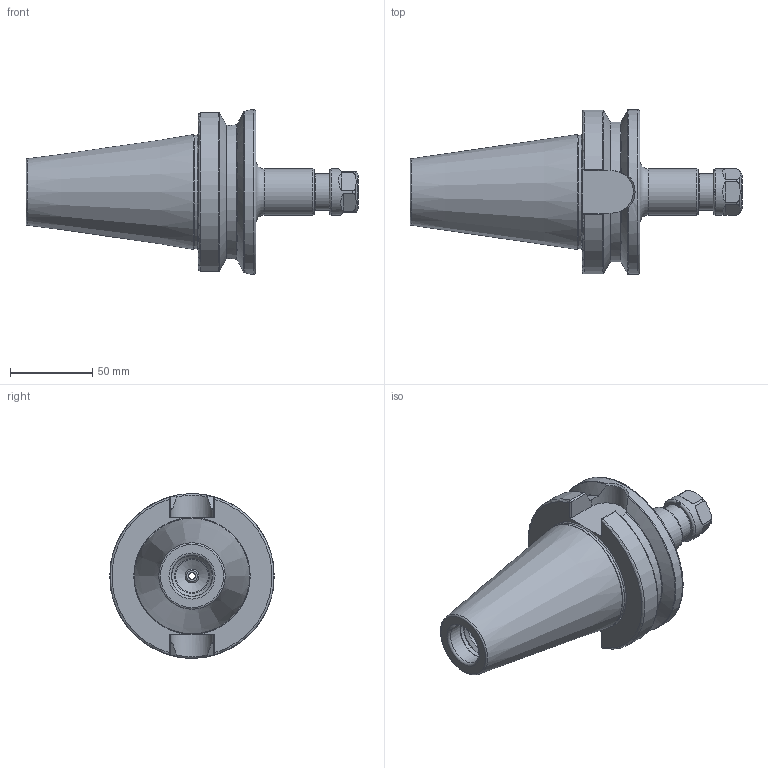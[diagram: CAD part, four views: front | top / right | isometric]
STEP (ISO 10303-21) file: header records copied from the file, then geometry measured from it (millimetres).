
FILE_DESCRIPTION(/* description */ (''),/* implementation_level */ '2;1');
FILE_NAME(/* name */ 'BT50-ER16-100.stp',/* time_stamp */ '2023-04-21T13:50:09+08:00',/* author */ ('Administrator'),/* organization */ (''),/* preprocessor_version */ 'ST-DEVELOPER v18.1',/* originating_system */ 'Autodesk Inventor 2022',/* authorisation */ '');
FILE_SCHEMA (('AUTOMOTIVE_DESIGN { 1 0 10303 214 3 1 1 }'));
Length unit declared in the file: millimetre
Products named in the file (4): BT50-ER16-100; BT50-ER16-100_1; ISO 15488   ER16A; 螺钉 GB/T 77 M10 x 10
Assembly tree (3 placements, depth 2):
  BT50-ER16-100
    BT50-ER16-100_1
    ISO 15488   ER16A
    螺钉 GB/T 77 M10 x 10
Bounding box: 201.8 x 100 x 100 mm (x, y, z)
Volume: 476272.5 mm3; surface area: 62606.1 mm2
Topology: 3 solids, 3 shells, 135 faces, 349 edges, 225 vertices
Faces by surface type: plane 50, torus 27, cone 24, cylinder 24, bspline 10
Full cylindrical faces by diameter (mm): 4 x1, 8.5 x1, 10 x1, 10.5 x1, 12.8 x1, 16.65 x1, 20 x1, 20.5 x1, 21 x1, 22 x1, 23 x1, 25 x1, 25.6 x1, 28 x2, 69.25 x1, 100 x1
Entity records: 5070 total; most frequent: CARTESIAN_POINT 1729, ORIENTED_EDGE 698, DIRECTION 653, EDGE_CURVE 349, AXIS2_PLACEMENT_3D 270, VERTEX_POINT 225, EDGE_LOOP 146, FACE_OUTER_BOUND 135
